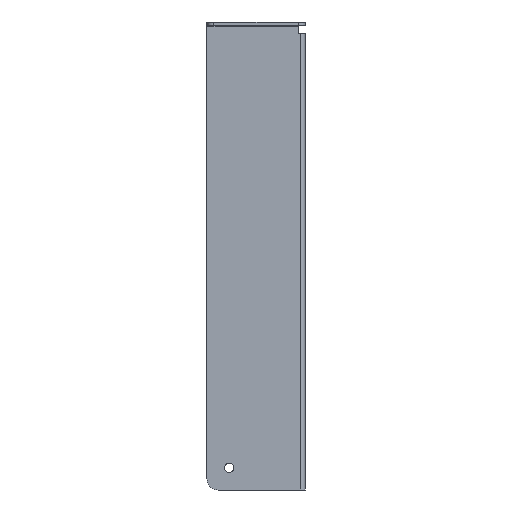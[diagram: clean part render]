
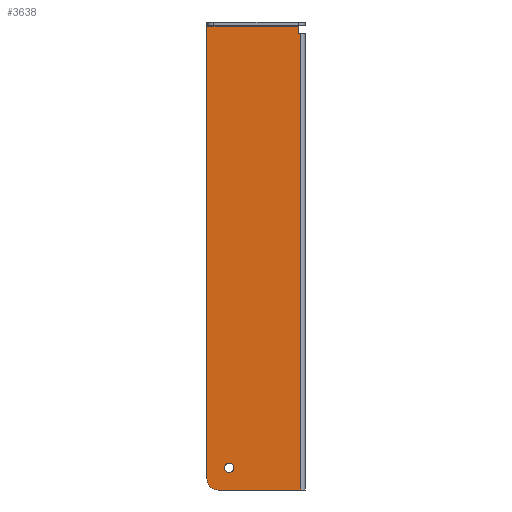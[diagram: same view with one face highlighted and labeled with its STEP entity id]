
A CAD part, left-side view. The second image highlights one B-rep face of the part: STEP entity #3638.
In plain terms, the highlighted planar face has unit normal (-1, 0, 0).
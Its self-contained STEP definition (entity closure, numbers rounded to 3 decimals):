
#43 = VERTEX_POINT ( 'NONE', #1965 ) ;
#77 = VECTOR ( 'NONE', #606, 1000. ) ;
#119 = VERTEX_POINT ( 'NONE', #5176 ) ;
#126 = CARTESIAN_POINT ( 'NONE',  ( -223.5, 1., 0. ) ) ;
#142 = EDGE_CURVE ( 'NONE', #449, #43, #5001, .T. ) ;
#237 = CARTESIAN_POINT ( 'NONE',  ( -223.5, -19., 207.4 ) ) ;
#415 = DIRECTION ( 'NONE',  ( 0., 0., 1. ) ) ;
#449 = VERTEX_POINT ( 'NONE', #3187 ) ;
#580 = VECTOR ( 'NONE', #4034, 1000. ) ;
#606 = DIRECTION ( 'NONE',  ( 0., 0., 1. ) ) ;
#850 = AXIS2_PLACEMENT_3D ( 'NONE', #2423, #3632, #415 ) ;
#992 = EDGE_CURVE ( 'NONE', #2221, #1375, #1216, .T. ) ;
#1026 = LINE ( 'NONE', #126, #1508 ) ;
#1029 = ORIENTED_EDGE ( 'NONE', *, *, #2509, .T. ) ;
#1175 = ORIENTED_EDGE ( 'NONE', *, *, #3095, .F. ) ;
#1191 = CARTESIAN_POINT ( 'NONE',  ( -223.5, 12., 10. ) ) ;
#1216 = LINE ( 'NONE', #2830, #3659 ) ;
#1258 = DIRECTION ( 'NONE',  ( -1., 0., 0. ) ) ;
#1288 = DIRECTION ( 'NONE',  ( 0., 0., -1. ) ) ;
#1320 = VERTEX_POINT ( 'NONE', #5188 ) ;
#1375 = VERTEX_POINT ( 'NONE', #2980 ) ;
#1472 = ORIENTED_EDGE ( 'NONE', *, *, #2701, .T. ) ;
#1497 = DIRECTION ( 'NONE',  ( 0., 0., 1. ) ) ;
#1508 = VECTOR ( 'NONE', #3060, 1000. ) ;
#1623 = CARTESIAN_POINT ( 'NONE',  ( -223.5, -20., 204.8 ) ) ;
#1667 = CIRCLE ( 'NONE', #2175, 2.1 ) ;
#1686 = DIRECTION ( 'NONE',  ( 0., 0., 1. ) ) ;
#1830 = ORIENTED_EDGE ( 'NONE', *, *, #142, .F. ) ;
#1859 = VECTOR ( 'NONE', #1288, 1000. ) ;
#1871 = DIRECTION ( 'NONE',  ( 0., 0., -1. ) ) ;
#1893 = CARTESIAN_POINT ( 'NONE',  ( -223.5, -19., 208. ) ) ;
#1965 = CARTESIAN_POINT ( 'NONE',  ( -223.5, 22., 5. ) ) ;
#1998 = FACE_BOUND ( 'NONE', #4417, .T. ) ;
#2022 = EDGE_CURVE ( 'NONE', #3903, #3665, #4766, .T. ) ;
#2069 = DIRECTION ( 'NONE',  ( 1., 0., 0. ) ) ;
#2073 = VECTOR ( 'NONE', #3590, 1000. ) ;
#2114 = CARTESIAN_POINT ( 'NONE',  ( -223.5, 22., 102.4 ) ) ;
#2120 = ORIENTED_EDGE ( 'NONE', *, *, #5204, .T. ) ;
#2175 = AXIS2_PLACEMENT_3D ( 'NONE', #1191, #2069, #3675 ) ;
#2194 = ORIENTED_EDGE ( 'NONE', *, *, #3798, .F. ) ;
#2221 = VERTEX_POINT ( 'NONE', #1623 ) ;
#2380 = LINE ( 'NONE', #3249, #580 ) ;
#2396 = ORIENTED_EDGE ( 'NONE', *, *, #2022, .T. ) ;
#2423 = CARTESIAN_POINT ( 'NONE',  ( -223.5, 12., 10. ) ) ;
#2432 = CARTESIAN_POINT ( 'NONE',  ( -223.5, 22., 208. ) ) ;
#2438 = DIRECTION ( 'NONE',  ( 0., 0., -1. ) ) ;
#2509 = EDGE_CURVE ( 'NONE', #3665, #1320, #2714, .T. ) ;
#2701 = EDGE_CURVE ( 'NONE', #119, #3345, #1667, .T. ) ;
#2714 = LINE ( 'NONE', #3499, #4428 ) ;
#2830 = CARTESIAN_POINT ( 'NONE',  ( -223.5, -20., 0. ) ) ;
#2980 = CARTESIAN_POINT ( 'NONE',  ( -223.5, -20., 0. ) ) ;
#3060 = DIRECTION ( 'NONE',  ( 0., 1., 0. ) ) ;
#3095 = EDGE_CURVE ( 'NONE', #4759, #2221, #2380, .T. ) ;
#3187 = CARTESIAN_POINT ( 'NONE',  ( -223.5, 17., 0. ) ) ;
#3249 = CARTESIAN_POINT ( 'NONE',  ( -223.5, -19.5, 204.8 ) ) ;
#3345 = VERTEX_POINT ( 'NONE', #4557 ) ;
#3407 = LINE ( 'NONE', #237, #77 ) ;
#3499 = CARTESIAN_POINT ( 'NONE',  ( -223.5, 22., 207.4 ) ) ;
#3587 = EDGE_LOOP ( 'NONE', ( #2120, #1830, #2194, #5159, #1175, #4644, #2396, #1029 ) ) ;
#3590 = DIRECTION ( 'NONE',  ( 0., 1., 0. ) ) ;
#3630 = PLANE ( 'NONE',  #3692 ) ;
#3632 = DIRECTION ( 'NONE',  ( 1., 0., 0. ) ) ;
#3638 = ADVANCED_FACE ( 'NONE', ( #1998, #4497 ), #3630, .T. ) ;
#3653 = CARTESIAN_POINT ( 'NONE',  ( -223.5, 22., 208. ) ) ;
#3659 = VECTOR ( 'NONE', #2438, 1000. ) ;
#3665 = VERTEX_POINT ( 'NONE', #3653 ) ;
#3675 = DIRECTION ( 'NONE',  ( 0., 0., 1. ) ) ;
#3692 = AXIS2_PLACEMENT_3D ( 'NONE', #4863, #1258, #1686 ) ;
#3798 = EDGE_CURVE ( 'NONE', #1375, #449, #1026, .T. ) ;
#3903 = VERTEX_POINT ( 'NONE', #1893 ) ;
#3944 = DIRECTION ( 'NONE',  ( 1., 0., 0. ) ) ;
#3964 = CIRCLE ( 'NONE', #850, 2.1 ) ;
#3983 = AXIS2_PLACEMENT_3D ( 'NONE', #5101, #3944, #1497 ) ;
#4034 = DIRECTION ( 'NONE',  ( 0., -1., 0. ) ) ;
#4111 = ORIENTED_EDGE ( 'NONE', *, *, #4877, .T. ) ;
#4417 = EDGE_LOOP ( 'NONE', ( #1472, #4111 ) ) ;
#4428 = VECTOR ( 'NONE', #1871, 1000. ) ;
#4497 = FACE_OUTER_BOUND ( 'NONE', #3587, .T. ) ;
#4557 = CARTESIAN_POINT ( 'NONE',  ( -223.5, 12., 12.1 ) ) ;
#4644 = ORIENTED_EDGE ( 'NONE', *, *, #4993, .T. ) ;
#4759 = VERTEX_POINT ( 'NONE', #5109 ) ;
#4766 = LINE ( 'NONE', #2432, #2073 ) ;
#4863 = CARTESIAN_POINT ( 'NONE',  ( -223.5, 22., 0. ) ) ;
#4877 = EDGE_CURVE ( 'NONE', #3345, #119, #3964, .T. ) ;
#4897 = LINE ( 'NONE', #2114, #1859 ) ;
#4993 = EDGE_CURVE ( 'NONE', #4759, #3903, #3407, .T. ) ;
#5001 = CIRCLE ( 'NONE', #3983, 5. ) ;
#5101 = CARTESIAN_POINT ( 'NONE',  ( -223.5, 17., 5. ) ) ;
#5109 = CARTESIAN_POINT ( 'NONE',  ( -223.5, -19., 204.8 ) ) ;
#5159 = ORIENTED_EDGE ( 'NONE', *, *, #992, .F. ) ;
#5176 = CARTESIAN_POINT ( 'NONE',  ( -223.5, 12., 7.9 ) ) ;
#5188 = CARTESIAN_POINT ( 'NONE',  ( -223.5, 22., 204.8 ) ) ;
#5204 = EDGE_CURVE ( 'NONE', #1320, #43, #4897, .T. ) ;
